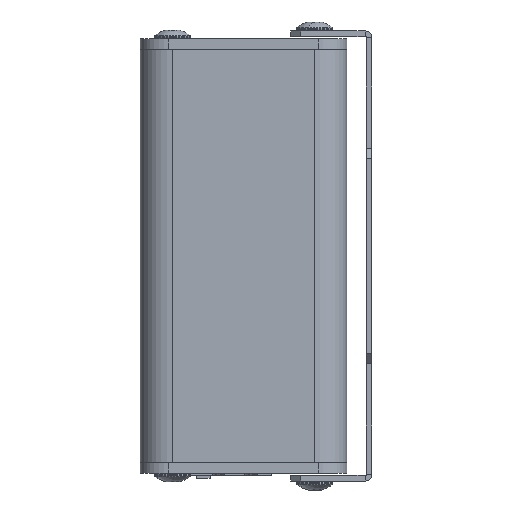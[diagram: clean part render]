
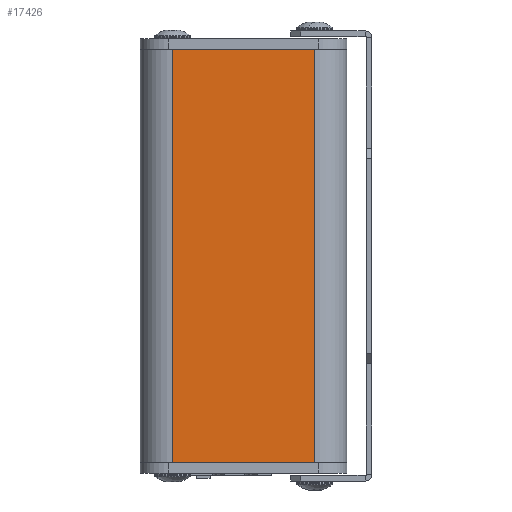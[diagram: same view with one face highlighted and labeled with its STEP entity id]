
A CAD part, left-side view. The second image highlights one B-rep face of the part: STEP entity #17426.
In plain terms, the highlighted planar face has unit normal (-1, 0, 0).
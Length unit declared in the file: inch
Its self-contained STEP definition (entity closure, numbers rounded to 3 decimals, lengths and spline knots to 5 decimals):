
#3377 = DIRECTION ( 'NONE',  ( 0., 0., 1. ) ) ;
#3387 = PLANE ( 'NONE',  #4270 ) ;
#3388 = FACE_OUTER_BOUND ( 'NONE', #18938, .T. ) ;
#3394 = CARTESIAN_POINT ( 'NONE',  ( -0.62992, 0.43307, -1.25984 ) ) ;
#3395 = DIRECTION ( 'NONE',  ( -1., 0., 0. ) ) ;
#4270 = AXIS2_PLACEMENT_3D ( 'NONE', #3394, #3395, #3377 ) ;
#4814 = ORIENTED_EDGE ( 'NONE', *, *, #16757, .T. ) ;
#4831 = ORIENTED_EDGE ( 'NONE', *, *, #16695, .F. ) ;
#4846 = ORIENTED_EDGE ( 'NONE', *, *, #16712, .T. ) ;
#5436 = ORIENTED_EDGE ( 'NONE', *, *, #16718, .F. ) ;
#12125 = CARTESIAN_POINT ( 'NONE',  ( -0.62992, 0.43307, -1.25984 ) ) ;
#12129 = CARTESIAN_POINT ( 'NONE',  ( -0.62992, -0.43307, -1.25984 ) ) ;
#12138 = CARTESIAN_POINT ( 'NONE',  ( -0.62992, 0.43307, 1.25984 ) ) ;
#12141 = CARTESIAN_POINT ( 'NONE',  ( -0.62992, -0.43307, 1.25984 ) ) ;
#12545 = VECTOR ( 'NONE', #15274, 39.37008 ) ;
#12556 = VECTOR ( 'NONE', #15207, 39.37008 ) ;
#12587 = VECTOR ( 'NONE', #15233, 39.37008 ) ;
#12665 = VECTOR ( 'NONE', #15362, 39.37008 ) ;
#15175 = CARTESIAN_POINT ( 'NONE',  ( -0.62992, 0.43307, 1.25984 ) ) ;
#15185 = LINE ( 'NONE', #15175, #12556 ) ;
#15207 = DIRECTION ( 'NONE',  ( 0., -1., 0. ) ) ;
#15229 = LINE ( 'NONE', #15254, #12587 ) ;
#15233 = DIRECTION ( 'NONE',  ( 0., 0., 1. ) ) ;
#15239 = LINE ( 'NONE', #15284, #12545 ) ;
#15254 = CARTESIAN_POINT ( 'NONE',  ( -0.62992, -0.43307, -1.25984 ) ) ;
#15274 = DIRECTION ( 'NONE',  ( 0., 0., 1. ) ) ;
#15284 = CARTESIAN_POINT ( 'NONE',  ( -0.62992, 0.43307, -1.25984 ) ) ;
#15357 = LINE ( 'NONE', #15377, #12665 ) ;
#15362 = DIRECTION ( 'NONE',  ( 0., -1., 0. ) ) ;
#15377 = CARTESIAN_POINT ( 'NONE',  ( -0.62992, 0.43307, -1.25984 ) ) ;
#16695 = EDGE_CURVE ( 'NONE', #22225, #22216, #15185, .T. ) ;
#16712 = EDGE_CURVE ( 'NONE', #22240, #22216, #15229, .T. ) ;
#16718 = EDGE_CURVE ( 'NONE', #22209, #22225, #15239, .T. ) ;
#16757 = EDGE_CURVE ( 'NONE', #22209, #22240, #15357, .T. ) ;
#17426 = ADVANCED_FACE ( 'NONE', ( #3388 ), #3387, .T. ) ;
#18938 = EDGE_LOOP ( 'NONE', ( #4831, #5436, #4814, #4846 ) ) ;
#22209 = VERTEX_POINT ( 'NONE', #12125 ) ;
#22216 = VERTEX_POINT ( 'NONE', #12141 ) ;
#22225 = VERTEX_POINT ( 'NONE', #12138 ) ;
#22240 = VERTEX_POINT ( 'NONE', #12129 ) ;
